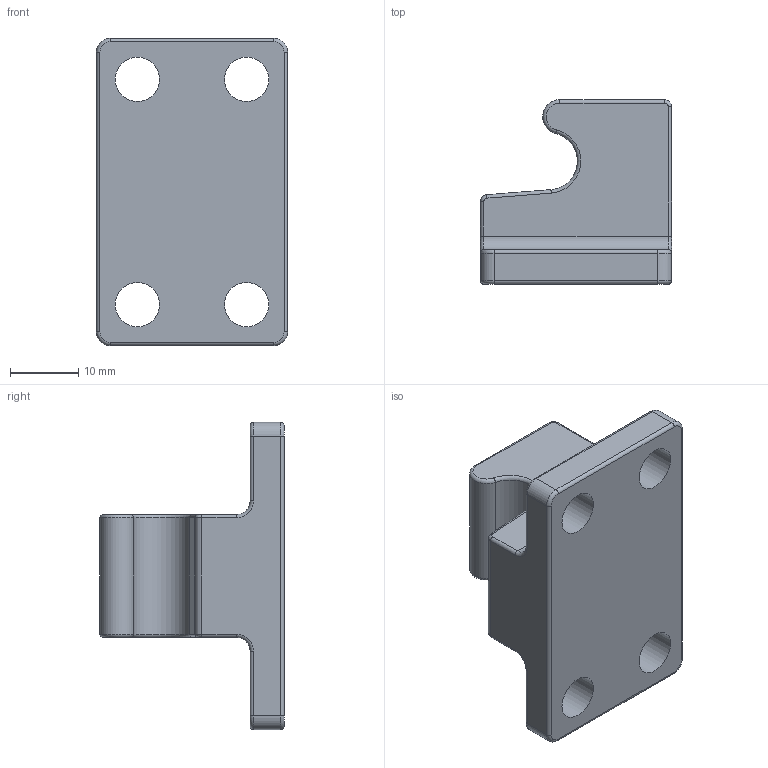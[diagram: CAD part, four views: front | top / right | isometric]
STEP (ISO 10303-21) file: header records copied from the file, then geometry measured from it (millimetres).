
FILE_DESCRIPTION(/* description */ ('LATCH PLATE WITH BASE'),/* implementation_level */ '2;1');
FILE_NAME(/* name */ 'HC14 CAST LATCH PLATE WITH BASE.stp',/* time_stamp */ '2021-10-28T09:02:30+01:00',/* author */ ('Sandfield Engineering'),/* organization */ ('Sandfield Engineering'),/* preprocessor_version */ 'ST-DEVELOPER v18.1',/* originating_system */ 'Autodesk Inventor 2021',/* authorisation */ '');
FILE_SCHEMA (('AUTOMOTIVE_DESIGN { 1 0 10303 214 3 1 1 }'));
Length unit declared in the file: millimetre
Products named in the file (1): A
Bounding box: 28 x 27 x 45 mm (x, y, z)
Volume: 13812.7 mm3; surface area: 4993 mm2
Topology: 1 solids, 1 shells, 63 faces, 149 edges, 88 vertices
Faces by surface type: cylinder 32, torus 16, plane 11, bspline 4
Full cylindrical faces by diameter (mm): 6.5 x4
Entity records: 1894 total; most frequent: DIRECTION 359, CARTESIAN_POINT 333, ORIENTED_EDGE 298, AXIS2_PLACEMENT_3D 150, EDGE_CURVE 149, CIRCLE 90, VERTEX_POINT 88, EDGE_LOOP 71
